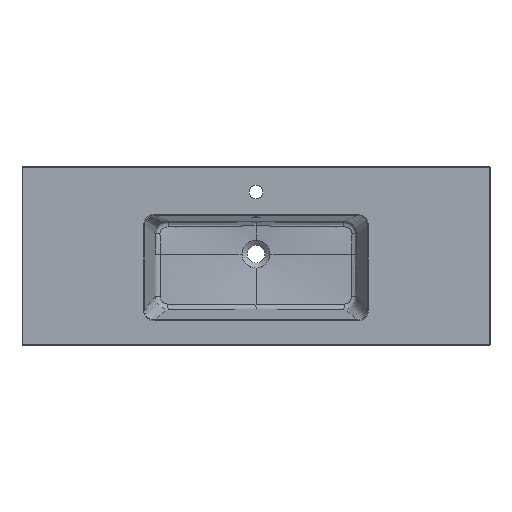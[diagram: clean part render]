
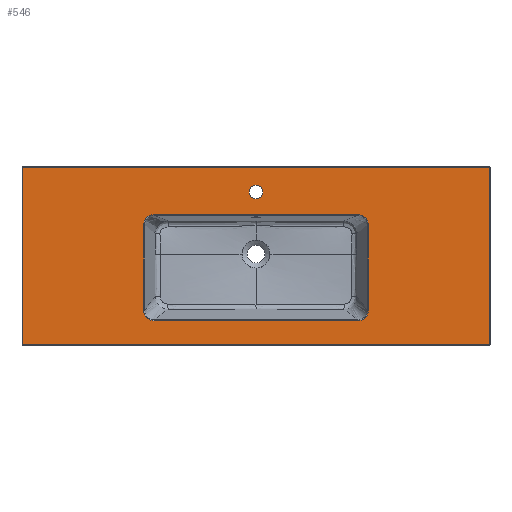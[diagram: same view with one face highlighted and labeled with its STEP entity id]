
A CAD part, top view. The second image highlights one B-rep face of the part: STEP entity #546.
In plain terms, the highlighted planar face has unit normal (0, 0, 1).
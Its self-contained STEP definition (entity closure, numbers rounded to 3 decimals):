
#546=ADVANCED_FACE('',(#746,#747,#748),#724,.T.);
#724=PLANE('',#3406);
#746=FACE_BOUND('',#812,.T.);
#747=FACE_BOUND('',#813,.T.);
#748=FACE_BOUND('',#814,.T.);
#812=EDGE_LOOP('',(#1694));
#813=EDGE_LOOP('',(#1695,#1696,#1697,#1698,#1699,#1700,#1701,#1702));
#814=EDGE_LOOP('',(#1703,#1704,#1705,#1706));
#1026=CIRCLE('',#3405,17.5);
#1299=B_SPLINE_CURVE_WITH_KNOTS('',3,(#29667,#29668,#29669,#29670,#29671,
#29672,#29673,#29674,#29675,#29676),.UNSPECIFIED.,.F.,.F.,(4,2,2,2,4),(0.,
0.25,0.5,0.75,1.),.UNSPECIFIED.);
#1300=B_SPLINE_CURVE_WITH_KNOTS('',3,(#29681,#29682,#29683,#29684,#29685,
#29686,#29687,#29688,#29689,#29690),.UNSPECIFIED.,.F.,.F.,(4,2,2,2,4),(0.,
0.25,0.5,0.75,1.),.UNSPECIFIED.);
#1301=B_SPLINE_CURVE_WITH_KNOTS('',3,(#29694,#29695,#29696,#29697,#29698,
#29699,#29700,#29701,#29702,#29703),.UNSPECIFIED.,.F.,.F.,(4,2,2,2,4),(0.,
0.25,0.5,0.75,1.),.UNSPECIFIED.);
#1302=B_SPLINE_CURVE_WITH_KNOTS('',3,(#29707,#29708,#29709,#29710,#29711,
#29712,#29713,#29714,#29715,#29716),.UNSPECIFIED.,.F.,.F.,(4,2,2,2,4),(0.,
0.25,0.5,0.75,1.),.UNSPECIFIED.);
#1694=ORIENTED_EDGE('',*,*,#2936,.T.);
#1695=ORIENTED_EDGE('',*,*,#2937,.T.);
#1696=ORIENTED_EDGE('',*,*,#2938,.T.);
#1697=ORIENTED_EDGE('',*,*,#2939,.T.);
#1698=ORIENTED_EDGE('',*,*,#2940,.T.);
#1699=ORIENTED_EDGE('',*,*,#2941,.T.);
#1700=ORIENTED_EDGE('',*,*,#2942,.T.);
#1701=ORIENTED_EDGE('',*,*,#2943,.T.);
#1702=ORIENTED_EDGE('',*,*,#2944,.T.);
#1703=ORIENTED_EDGE('',*,*,#2945,.T.);
#1704=ORIENTED_EDGE('',*,*,#2946,.T.);
#1705=ORIENTED_EDGE('',*,*,#2947,.T.);
#1706=ORIENTED_EDGE('',*,*,#2948,.T.);
#2596=VERTEX_POINT('',#29666);
#2597=VERTEX_POINT('',#29677);
#2598=VERTEX_POINT('',#29678);
#2599=VERTEX_POINT('',#29680);
#2600=VERTEX_POINT('',#29691);
#2601=VERTEX_POINT('',#29693);
#2602=VERTEX_POINT('',#29704);
#2603=VERTEX_POINT('',#29706);
#2604=VERTEX_POINT('',#29717);
#2605=VERTEX_POINT('',#29720);
#2606=VERTEX_POINT('',#29721);
#2607=VERTEX_POINT('',#29723);
#2608=VERTEX_POINT('',#29725);
#2936=EDGE_CURVE('',#2596,#2596,#1026,.T.);
#2937=EDGE_CURVE('',#2597,#2598,#1299,.T.);
#2938=EDGE_CURVE('',#2598,#2599,#3277,.T.);
#2939=EDGE_CURVE('',#2599,#2600,#1300,.T.);
#2940=EDGE_CURVE('',#2600,#2601,#3278,.T.);
#2941=EDGE_CURVE('',#2601,#2602,#1301,.T.);
#2942=EDGE_CURVE('',#2602,#2603,#3279,.T.);
#2943=EDGE_CURVE('',#2603,#2604,#1302,.T.);
#2944=EDGE_CURVE('',#2604,#2597,#3280,.T.);
#2945=EDGE_CURVE('',#2605,#2606,#3281,.T.);
#2946=EDGE_CURVE('',#2606,#2607,#3282,.T.);
#2947=EDGE_CURVE('',#2607,#2608,#3283,.T.);
#2948=EDGE_CURVE('',#2608,#2605,#3284,.T.);
#3277=LINE('',#29679,#3330);
#3278=LINE('',#29692,#3331);
#3279=LINE('',#29705,#3332);
#3280=LINE('',#29718,#3333);
#3281=LINE('',#29719,#3334);
#3282=LINE('',#29722,#3335);
#3283=LINE('',#29724,#3336);
#3284=LINE('',#29726,#3337);
#3330=VECTOR('',#3729,1.);
#3331=VECTOR('',#3730,1.);
#3332=VECTOR('',#3731,1.);
#3333=VECTOR('',#3732,1.);
#3334=VECTOR('',#3733,1.);
#3335=VECTOR('',#3734,1.);
#3336=VECTOR('',#3735,1.);
#3337=VECTOR('',#3736,1.);
#3405=AXIS2_PLACEMENT_3D('',#29665,#3727,#3728);
#3406=AXIS2_PLACEMENT_3D('',#29727,#3737,#3738);
#3727=DIRECTION('',(0.,0.,-1.));
#3728=DIRECTION('',(1.,0.,0.));
#3729=DIRECTION('',(0.,-1.,0.));
#3730=DIRECTION('',(-1.,0.,0.));
#3731=DIRECTION('',(0.,1.,0.));
#3732=DIRECTION('',(1.,0.,0.));
#3733=DIRECTION('',(0.,-1.,0.));
#3734=DIRECTION('',(1.,0.,0.));
#3735=DIRECTION('',(0.,1.,0.));
#3736=DIRECTION('',(-1.,0.,0.));
#3737=DIRECTION('',(0.,0.,1.));
#3738=DIRECTION('',(1.,0.,0.));
#29665=CARTESIAN_POINT('',(0.,160.,125.));
#29666=CARTESIAN_POINT('',(17.5,160.,125.));
#29667=CARTESIAN_POINT('',(261.566,101.754,125.));
#29668=CARTESIAN_POINT('',(265.136,101.754,125.));
#29669=CARTESIAN_POINT('',(268.692,101.12,125.));
#29670=CARTESIAN_POINT('',(275.286,98.608,125.));
#29671=CARTESIAN_POINT('',(278.365,96.707,125.));
#29672=CARTESIAN_POINT('',(283.51,91.838,125.));
#29673=CARTESIAN_POINT('',(285.565,88.899,125.));
#29674=CARTESIAN_POINT('',(288.354,82.323,125.));
#29675=CARTESIAN_POINT('',(289.035,78.88,125.));
#29676=CARTESIAN_POINT('',(289.035,75.308,125.));
#29677=CARTESIAN_POINT('',(261.566,101.754,125.));
#29678=CARTESIAN_POINT('',(289.035,75.308,125.));
#29679=CARTESIAN_POINT('',(289.035,0.,125.));
#29680=CARTESIAN_POINT('',(289.035,-144.831,125.));
#29681=CARTESIAN_POINT('',(289.035,-144.831,125.));
#29682=CARTESIAN_POINT('',(289.035,-148.376,125.));
#29683=CARTESIAN_POINT('',(288.392,-151.899,125.));
#29684=CARTESIAN_POINT('',(285.806,-158.421,125.));
#29685=CARTESIAN_POINT('',(283.857,-161.422,125.));
#29686=CARTESIAN_POINT('',(278.855,-166.408,125.));
#29687=CARTESIAN_POINT('',(275.888,-168.33,125.));
#29688=CARTESIAN_POINT('',(269.298,-170.922,125.));
#29689=CARTESIAN_POINT('',(265.873,-171.535,125.));
#29690=CARTESIAN_POINT('',(262.331,-171.535,125.));
#29691=CARTESIAN_POINT('',(262.331,-171.535,125.));
#29692=CARTESIAN_POINT('',(0.,-171.535,125.));
#29693=CARTESIAN_POINT('',(-262.331,-171.535,125.));
#29694=CARTESIAN_POINT('',(-262.331,-171.535,125.));
#29695=CARTESIAN_POINT('',(-265.876,-171.535,125.));
#29696=CARTESIAN_POINT('',(-269.399,-170.892,125.));
#29697=CARTESIAN_POINT('',(-275.921,-168.306,125.));
#29698=CARTESIAN_POINT('',(-278.922,-166.357,125.));
#29699=CARTESIAN_POINT('',(-283.908,-161.355,125.));
#29700=CARTESIAN_POINT('',(-285.83,-158.388,125.));
#29701=CARTESIAN_POINT('',(-288.422,-151.798,125.));
#29702=CARTESIAN_POINT('',(-289.035,-148.373,125.));
#29703=CARTESIAN_POINT('',(-289.035,-144.831,125.));
#29704=CARTESIAN_POINT('',(-289.035,-144.831,125.));
#29705=CARTESIAN_POINT('',(-289.035,0.,125.));
#29706=CARTESIAN_POINT('',(-289.035,75.308,125.));
#29707=CARTESIAN_POINT('',(-289.035,75.308,125.));
#29708=CARTESIAN_POINT('',(-289.035,78.883,125.));
#29709=CARTESIAN_POINT('',(-288.322,82.422,125.));
#29710=CARTESIAN_POINT('',(-285.544,88.926,125.));
#29711=CARTESIAN_POINT('',(-283.481,91.878,125.));
#29712=CARTESIAN_POINT('',(-278.303,96.753,125.));
#29713=CARTESIAN_POINT('',(-275.28,98.617,125.));
#29714=CARTESIAN_POINT('',(-268.606,101.146,125.));
#29715=CARTESIAN_POINT('',(-265.136,101.754,125.));
#29716=CARTESIAN_POINT('',(-261.566,101.754,125.));
#29717=CARTESIAN_POINT('',(-261.566,101.754,125.));
#29718=CARTESIAN_POINT('',(0.,101.754,125.));
#29719=CARTESIAN_POINT('',(-600.5,0.,125.));
#29720=CARTESIAN_POINT('',(-600.5,223.,125.));
#29721=CARTESIAN_POINT('',(-600.5,-233.,125.));
#29722=CARTESIAN_POINT('',(0.,-233.,125.));
#29723=CARTESIAN_POINT('',(600.5,-233.,125.));
#29724=CARTESIAN_POINT('',(600.5,0.,125.));
#29725=CARTESIAN_POINT('',(600.5,223.,125.));
#29726=CARTESIAN_POINT('',(0.,223.,125.));
#29727=CARTESIAN_POINT('',(0.,0.,125.));
